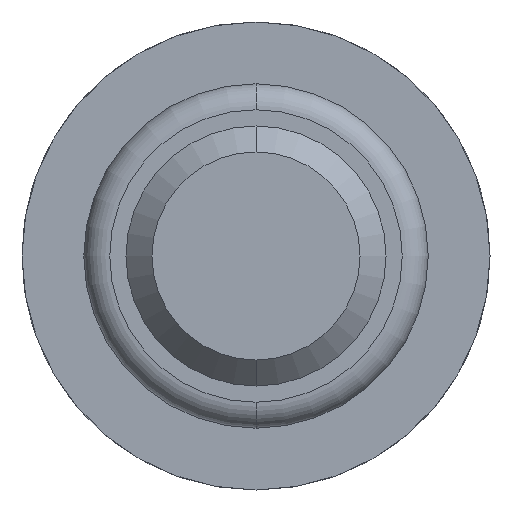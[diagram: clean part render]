
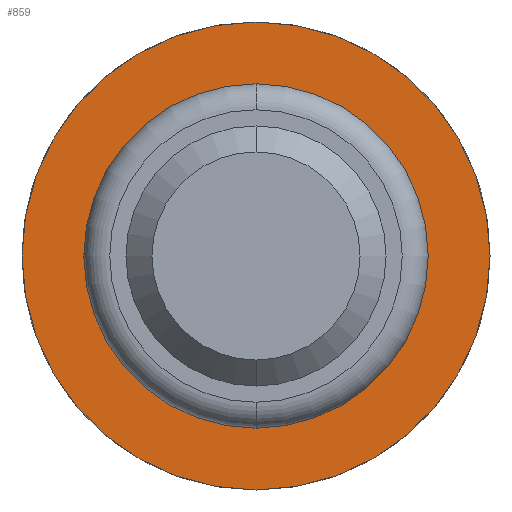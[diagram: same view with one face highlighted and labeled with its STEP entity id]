
A CAD part, front view. The second image highlights one B-rep face of the part: STEP entity #859.
In plain terms, the highlighted planar face has unit normal (0, -1, 0).
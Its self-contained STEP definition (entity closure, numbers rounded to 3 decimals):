
#110 = ORIENTED_EDGE ( 'NONE', *, *, #5113, .F. ) ;
#126 = FACE_BOUND ( 'NONE', #4265, .T. ) ;
#324 = AXIS2_PLACEMENT_3D ( 'NONE', #1470, #981, #3799 ) ;
#402 = DIRECTION ( 'NONE',  ( 0., 1., 0. ) ) ;
#754 = CARTESIAN_POINT ( 'NONE',  ( 0., -1.8, 0. ) ) ;
#859 = ADVANCED_FACE ( 'Defeature ausgef�hrt4_13', ( #2790, #126 ), #3744, .F. ) ;
#901 = CARTESIAN_POINT ( 'NONE',  ( 0., -1.8, 0. ) ) ;
#906 = CARTESIAN_POINT ( 'NONE',  ( 1.8, -1.8, 0. ) ) ;
#981 = DIRECTION ( 'NONE',  ( 0., 1., 0. ) ) ;
#1199 = ORIENTED_EDGE ( 'NONE', *, *, #1927, .F. ) ;
#1470 = CARTESIAN_POINT ( 'NONE',  ( 0., -1.8, 0. ) ) ;
#1686 = CIRCLE ( 'NONE', #4053, 1.325 ) ;
#1721 = DIRECTION ( 'NONE',  ( 0., 0., 1. ) ) ;
#1839 = CIRCLE ( 'NONE', #324, 1.325 ) ;
#1845 = CIRCLE ( 'NONE', #4489, 1.8 ) ;
#1927 = EDGE_CURVE ( 'Defeature ausgef�hrt4_12+Defeature ausgef�hrt4_13+Defeature ausgef�hrt4_13+Defeature ausgef�hrt4_13', #3929, #2530, #1845, .T. ) ;
#2038 = CIRCLE ( 'NONE', #2675, 1.8 ) ;
#2280 = ORIENTED_EDGE ( 'NONE', *, *, #2660, .T. ) ;
#2530 = VERTEX_POINT ( 'NONE', #3780 ) ;
#2568 = AXIS2_PLACEMENT_3D ( 'NONE', #906, #5000, #2886 ) ;
#2660 = EDGE_CURVE ( 'Defeature ausgef�hrt4_13+Defeature ausgef�hrt4_14+Defeature ausgef�hrt4_14+Defeature ausgef�hrt4_14', #3549, #4119, #1839, .T. ) ;
#2675 = AXIS2_PLACEMENT_3D ( 'NONE', #4796, #402, #1721 ) ;
#2746 = CARTESIAN_POINT ( 'NONE',  ( 0., -1.8, 1.8 ) ) ;
#2790 = FACE_OUTER_BOUND ( 'NONE', #4044, .T. ) ;
#2886 = DIRECTION ( 'NONE',  ( 0., 0., 1. ) ) ;
#3549 = VERTEX_POINT ( 'NONE', #3970 ) ;
#3685 = CARTESIAN_POINT ( 'NONE',  ( 0., -1.8, 1.325 ) ) ;
#3716 = ORIENTED_EDGE ( 'NONE', *, *, #3752, .T. ) ;
#3744 = PLANE ( 'NONE',  #2568 ) ;
#3752 = EDGE_CURVE ( 'Defeature ausgef�hrt4_13+Defeature ausgef�hrt4_14+Defeature ausgef�hrt4_14+Defeature ausgef�hrt4_14', #4119, #3549, #1686, .T. ) ;
#3780 = CARTESIAN_POINT ( 'NONE',  ( 0., -1.8, -1.8 ) ) ;
#3799 = DIRECTION ( 'NONE',  ( 0., 0., 1. ) ) ;
#3929 = VERTEX_POINT ( 'NONE', #2746 ) ;
#3970 = CARTESIAN_POINT ( 'NONE',  ( 0., -1.8, -1.325 ) ) ;
#3983 = DIRECTION ( 'NONE',  ( 0., 1., 0. ) ) ;
#4044 = EDGE_LOOP ( 'NONE', ( #1199, #110 ) ) ;
#4053 = AXIS2_PLACEMENT_3D ( 'NONE', #901, #4136, #4539 ) ;
#4119 = VERTEX_POINT ( 'NONE', #3685 ) ;
#4136 = DIRECTION ( 'NONE',  ( 0., 1., 0. ) ) ;
#4265 = EDGE_LOOP ( 'NONE', ( #3716, #2280 ) ) ;
#4489 = AXIS2_PLACEMENT_3D ( 'NONE', #754, #3983, #5187 ) ;
#4539 = DIRECTION ( 'NONE',  ( 0., 0., 1. ) ) ;
#4796 = CARTESIAN_POINT ( 'NONE',  ( 0., -1.8, 0. ) ) ;
#5000 = DIRECTION ( 'NONE',  ( 0., 1., 0. ) ) ;
#5113 = EDGE_CURVE ( 'Defeature ausgef�hrt4_12+Defeature ausgef�hrt4_13+Defeature ausgef�hrt4_13+Defeature ausgef�hrt4_13', #2530, #3929, #2038, .T. ) ;
#5187 = DIRECTION ( 'NONE',  ( 0., 0., 1. ) ) ;
